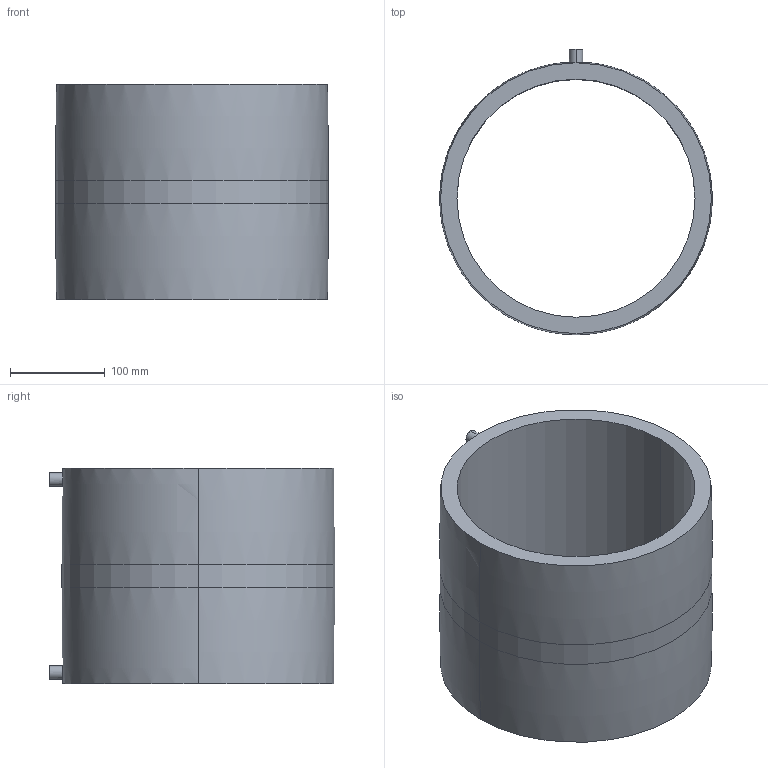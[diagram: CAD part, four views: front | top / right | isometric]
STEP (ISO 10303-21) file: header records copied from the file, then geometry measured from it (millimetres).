
FILE_DESCRIPTION (( 'STEP AP203' ), '1' );
FILE_NAME ('Ef Coupler SDR17_001 115 2160 0250.step', '2024-03-20T05:30:51', ( '' ), ( '' ), 'SwSTEP 2.0', 'SolidWorks 2021', '' );
FILE_SCHEMA (( 'CONFIG_CONTROL_DESIGN' ));
Length unit declared in the file: millimetre
Products named in the file (1): Ef Coupler SDR17_001 115 2160 0250
Bounding box: 288 x 301.35 x 228 mm (x, y, z)
Volume: 3467260.5 mm3; surface area: 417290.6 mm2
Topology: 1 solids, 1 shells, 22 faces, 44 edges, 28 vertices
Faces by surface type: cylinder 12, torus 6, plane 4
Entity records: 961 total; most frequent: CARTESIAN_POINT 411, DIRECTION 106, ORIENTED_EDGE 88, AXIS2_PLACEMENT_3D 47, EDGE_CURVE 44, EDGE_LOOP 28, VERTEX_POINT 28, CIRCLE 24
